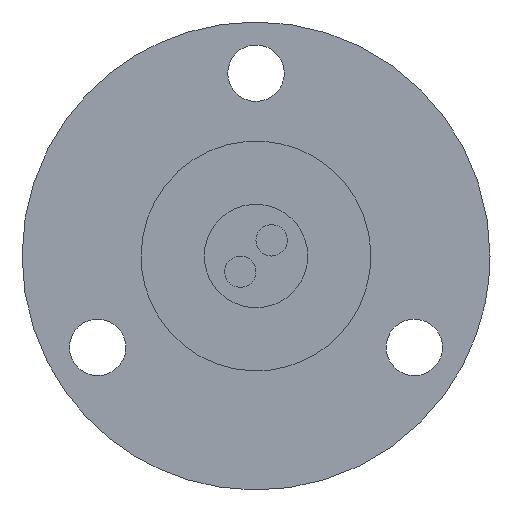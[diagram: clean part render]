
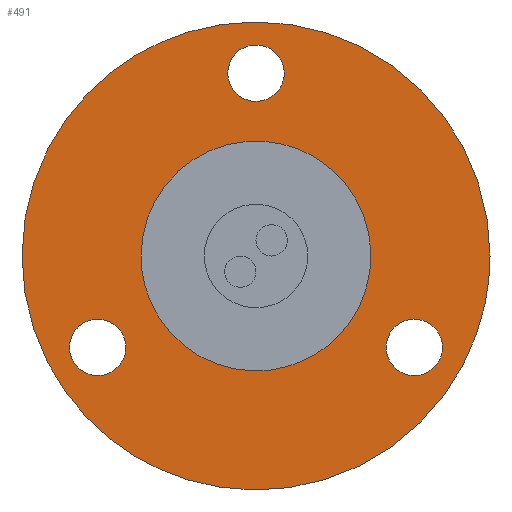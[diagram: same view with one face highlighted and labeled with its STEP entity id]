
A CAD part, front view. The second image highlights one B-rep face of the part: STEP entity #491.
In plain terms, the highlighted free-form (B-spline) face has degree [1, 1] with [2, 2] control points.
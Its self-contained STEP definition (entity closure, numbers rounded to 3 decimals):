
#349 = VERTEX_POINT('',#350);
#350 = CARTESIAN_POINT('',(31.187,-4.177,
    0.));
#355 = EDGE_CURVE('',#349,#349,#356,.T.);
#356 = ( BOUNDED_CURVE() B_SPLINE_CURVE(2,(#357,#358,#359,#360,#361,#362
,#363),.UNSPECIFIED.,.T.,.F.) B_SPLINE_CURVE_WITH_KNOTS((1,2,2,2,2,1),(
    -2.094,0.,2.094,4.189,6.283,
8.378),.UNSPECIFIED.) CURVE() GEOMETRIC_REPRESENTATION_ITEM() 
RATIONAL_B_SPLINE_CURVE((1.,0.5,1.,0.5,1.,0.5,1.)) REPRESENTATION_ITEM(
  '') );
#357 = CARTESIAN_POINT('',(31.187,-4.177,
    0.));
#358 = CARTESIAN_POINT('',(31.187,-4.177,
    54.017));
#359 = CARTESIAN_POINT('',(-15.594,-4.177,
    27.009));
#360 = CARTESIAN_POINT('',(-62.374,-4.177,
    0.));
#361 = CARTESIAN_POINT('',(-15.594,-4.177,
    -27.009));
#362 = CARTESIAN_POINT('',(31.187,-4.177,
    -54.017));
#363 = CARTESIAN_POINT('',(31.187,-4.177,
    0.));
#386 = VERTEX_POINT('',#387);
#387 = CARTESIAN_POINT('',(-17.341,-4.177,
    -12.182));
#392 = EDGE_CURVE('',#386,#386,#393,.T.);
#393 = ( BOUNDED_CURVE() B_SPLINE_CURVE(2,(#394,#395,#396,#397,#398,#399
,#400),.UNSPECIFIED.,.T.,.F.) B_SPLINE_CURVE_WITH_KNOTS((1,2,2,2,2,1),(
    -2.094,0.,2.094,4.189,6.283,
8.378),.UNSPECIFIED.) CURVE() GEOMETRIC_REPRESENTATION_ITEM() 
RATIONAL_B_SPLINE_CURVE((1.,0.5,1.,0.5,1.,0.5,1.)) REPRESENTATION_ITEM(
  '') );
#394 = CARTESIAN_POINT('',(-17.341,-4.177,
    -12.182));
#395 = CARTESIAN_POINT('',(-17.341,-4.177,
    -5.671));
#396 = CARTESIAN_POINT('',(-22.98,-4.177,
    -8.927));
#397 = CARTESIAN_POINT('',(-28.619,-4.177,
    -12.182));
#398 = CARTESIAN_POINT('',(-22.98,-4.177,
    -15.438));
#399 = CARTESIAN_POINT('',(-17.341,-4.177,
    -18.693));
#400 = CARTESIAN_POINT('',(-17.341,-4.177,
    -12.182));
#423 = VERTEX_POINT('',#424);
#424 = CARTESIAN_POINT('',(24.86,-4.177,
    -12.182));
#429 = EDGE_CURVE('',#423,#423,#430,.T.);
#430 = ( BOUNDED_CURVE() B_SPLINE_CURVE(2,(#431,#432,#433,#434,#435,#436
,#437),.UNSPECIFIED.,.T.,.F.) B_SPLINE_CURVE_WITH_KNOTS((1,2,2,2,2,1),(
    -2.094,0.,2.094,4.189,6.283,
8.378),.UNSPECIFIED.) CURVE() GEOMETRIC_REPRESENTATION_ITEM() 
RATIONAL_B_SPLINE_CURVE((1.,0.5,1.,0.5,1.,0.5,1.)) REPRESENTATION_ITEM(
  '') );
#431 = CARTESIAN_POINT('',(24.86,-4.177,
    -12.182));
#432 = CARTESIAN_POINT('',(24.86,-4.177,
    -5.671));
#433 = CARTESIAN_POINT('',(19.221,-4.177,
    -8.927));
#434 = CARTESIAN_POINT('',(13.582,-4.177,
    -12.182));
#435 = CARTESIAN_POINT('',(19.221,-4.177,
    -15.438));
#436 = CARTESIAN_POINT('',(24.86,-4.177,
    -18.693));
#437 = CARTESIAN_POINT('',(24.86,-4.177,
    -12.182));
#460 = VERTEX_POINT('',#461);
#461 = CARTESIAN_POINT('',(3.759,-4.177,24.365
    ));
#466 = EDGE_CURVE('',#460,#460,#467,.T.);
#467 = ( BOUNDED_CURVE() B_SPLINE_CURVE(2,(#468,#469,#470,#471,#472,#473
,#474),.UNSPECIFIED.,.T.,.F.) B_SPLINE_CURVE_WITH_KNOTS((1,2,2,2,2,1),(
    -2.094,0.,2.094,4.189,6.283,
8.378),.UNSPECIFIED.) CURVE() GEOMETRIC_REPRESENTATION_ITEM() 
RATIONAL_B_SPLINE_CURVE((1.,0.5,1.,0.5,1.,0.5,1.)) REPRESENTATION_ITEM(
  '') );
#468 = CARTESIAN_POINT('',(3.759,-4.177,24.365
    ));
#469 = CARTESIAN_POINT('',(3.759,-4.177,30.876
    ));
#470 = CARTESIAN_POINT('',(-1.88,-4.177,
    27.62));
#471 = CARTESIAN_POINT('',(-7.518,-4.177,
    24.365));
#472 = CARTESIAN_POINT('',(-1.88,-4.177,
    21.109));
#473 = CARTESIAN_POINT('',(3.759,-4.177,17.854
    ));
#474 = CARTESIAN_POINT('',(3.759,-4.177,24.365
    ));
#491 = ADVANCED_FACE('',(#492,#495,#498,#512,#515),#518,.F.);
#492 = FACE_BOUND('',#493,.F.);
#493 = EDGE_LOOP('',(#494));
#494 = ORIENTED_EDGE('',*,*,#355,.F.);
#495 = FACE_BOUND('',#496,.F.);
#496 = EDGE_LOOP('',(#497));
#497 = ORIENTED_EDGE('',*,*,#392,.T.);
#498 = FACE_BOUND('',#499,.F.);
#499 = EDGE_LOOP('',(#500));
#500 = ORIENTED_EDGE('',*,*,#501,.F.);
#501 = EDGE_CURVE('',#502,#502,#504,.T.);
#502 = VERTEX_POINT('',#503);
#503 = CARTESIAN_POINT('',(-15.315,-4.177,
    0.));
#504 = ( BOUNDED_CURVE() B_SPLINE_CURVE(2,(#505,#506,#507,#508,#509,#510
,#511),.UNSPECIFIED.,.T.,.F.) B_SPLINE_CURVE_WITH_KNOTS((1,2,2,2,2,1),(
    -2.094,0.,2.094,4.189,6.283,
8.378),.UNSPECIFIED.) CURVE() GEOMETRIC_REPRESENTATION_ITEM() 
RATIONAL_B_SPLINE_CURVE((1.,0.5,1.,0.5,1.,0.5,1.)) REPRESENTATION_ITEM(
  '') );
#505 = CARTESIAN_POINT('',(-15.315,-4.177,
    0.));
#506 = CARTESIAN_POINT('',(-15.315,-4.177,26.526
    ));
#507 = CARTESIAN_POINT('',(7.658,-4.177,13.263
    ));
#508 = CARTESIAN_POINT('',(30.63,-4.177,
    0.));
#509 = CARTESIAN_POINT('',(7.658,-4.177,
    -13.263));
#510 = CARTESIAN_POINT('',(-15.315,-4.177,
    -26.526));
#511 = CARTESIAN_POINT('',(-15.315,-4.177,
    0.));
#512 = FACE_BOUND('',#513,.F.);
#513 = EDGE_LOOP('',(#514));
#514 = ORIENTED_EDGE('',*,*,#429,.T.);
#515 = FACE_BOUND('',#516,.F.);
#516 = EDGE_LOOP('',(#517));
#517 = ORIENTED_EDGE('',*,*,#466,.T.);
#518 = B_SPLINE_SURFACE_WITH_KNOTS('',1,1,(
    (#519,#520)
    ,(#521,#522
    )),.UNSPECIFIED.,.F.,.F.,.F.,(2,2),(2,2),(-22.4,22.4),(-22.4,22.4),
  .PIECEWISE_BEZIER_KNOTS.);
#519 = CARTESIAN_POINT('',(-31.187,-4.177,
    -31.187));
#520 = CARTESIAN_POINT('',(31.187,-4.177,
    -31.187));
#521 = CARTESIAN_POINT('',(-31.187,-4.177,
    31.187));
#522 = CARTESIAN_POINT('',(31.187,-4.177,
    31.187));
